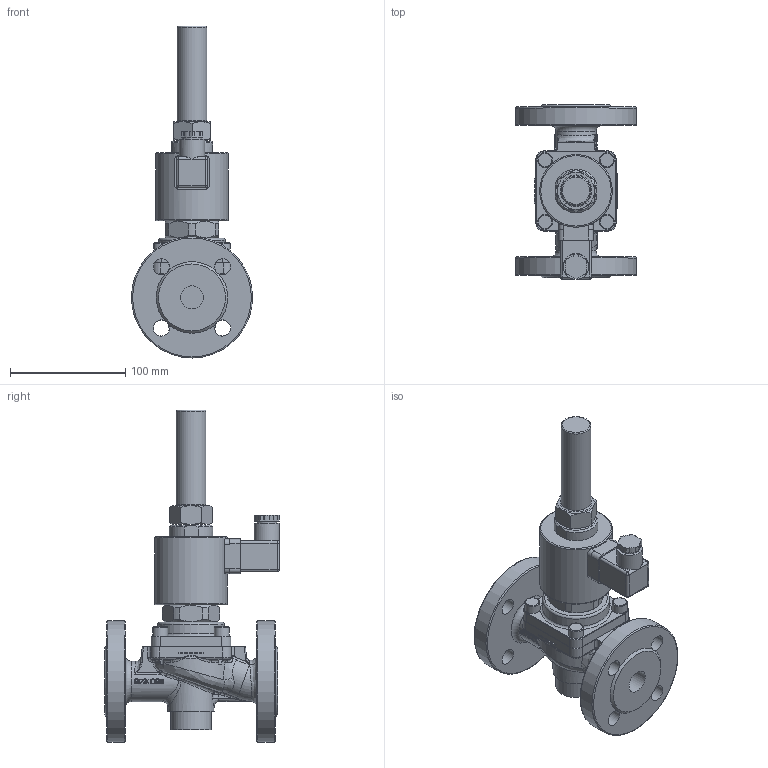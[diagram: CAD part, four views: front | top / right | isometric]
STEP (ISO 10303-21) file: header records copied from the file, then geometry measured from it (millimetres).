
FILE_DESCRIPTION(/* description */ (''),/* implementation_level */ '2;1');
FILE_NAME(/* name */ '037.001715_B3702-0504-.322-EA.stp',/* time_stamp */ '2025-05-22T12:35:26+02:00',/* author */ ('CBeuthner'),/* organization */ (''),/* preprocessor_version */ 'ST-DEVELOPER v20',/* originating_system */ 'Autodesk Inventor 2024',/* authorisation */ '');
FILE_SCHEMA (('AUTOMOTIVE_DESIGN { 1 0 10303 214 3 1 1 }'));
Products named in the file (1): 88-006800
Bounding box: 105 x 151.7 x 287.8 mm (x, y, z)
Volume: 899180.8 mm3; surface area: 114831.5 mm2
Topology: 2 solids, 2 shells, 728 faces, 1909 edges, 1220 vertices
Faces by surface type: plane 296, bspline 240, cylinder 119, torus 34, cone 31, sphere 8
Full cylindrical faces by diameter (mm): 6.647 x4, 13 x4, 14 x8, 17 x1, 20 x2, 22 x1, 25.6 x1, 35 x2, 40 x1, 58 x1, 63 x1, 105 x2
Entity records: 57115 total; most frequent: CARTESIAN_POINT 40075, ORIENTED_EDGE 3798, DIRECTION 2660, EDGE_CURVE 1899, VERTEX_POINT 1220, AXIS2_PLACEMENT_3D 929, LINE 802, VECTOR 802
